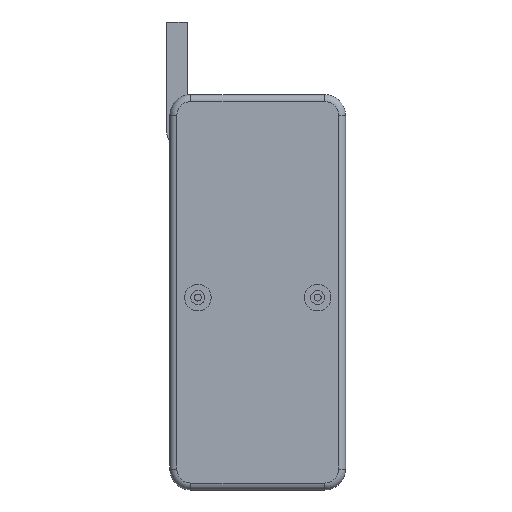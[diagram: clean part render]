
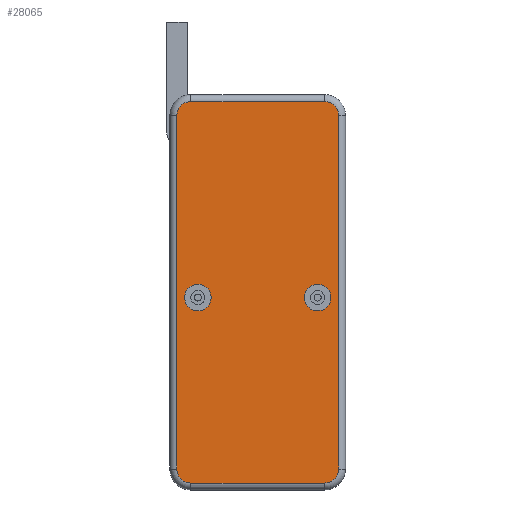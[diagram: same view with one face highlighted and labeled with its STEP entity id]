
A CAD part, front view. The second image highlights one B-rep face of the part: STEP entity #28065.
In plain terms, the highlighted planar face has unit normal (0, -1, 0).
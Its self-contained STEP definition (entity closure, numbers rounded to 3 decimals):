
#385=FACE_BOUND('',#4563,.T.);
#386=FACE_BOUND('',#4564,.T.);
#1463=PLANE('',#30254);
#2990=FACE_OUTER_BOUND('',#4562,.T.);
#4562=EDGE_LOOP('',(#25905,#25906,#25907,#25908,#25909,#25910,#25911,#25912));
#4563=EDGE_LOOP('',(#25913));
#4564=EDGE_LOOP('',(#25914));
#7791=LINE('',#46130,#11063);
#7793=LINE('',#46142,#11065);
#7795=LINE('',#46154,#11067);
#7796=LINE('',#46162,#11068);
#11063=VECTOR('',#37526,10.);
#11065=VECTOR('',#37540,10.);
#11067=VECTOR('',#37554,10.);
#11068=VECTOR('',#37565,10.);
#11778=CIRCLE('',#30216,1.9);
#11783=CIRCLE('',#30226,2.);
#11789=CIRCLE('',#30234,2.);
#11793=CIRCLE('',#30240,2.);
#11797=CIRCLE('',#30246,2.);
#11800=CIRCLE('',#30255,1.9);
#14294=VERTEX_POINT('',#46093);
#14302=VERTEX_POINT('',#46118);
#14303=VERTEX_POINT('',#46120);
#14305=VERTEX_POINT('',#46126);
#14307=VERTEX_POINT('',#46132);
#14309=VERTEX_POINT('',#46138);
#14311=VERTEX_POINT('',#46144);
#14313=VERTEX_POINT('',#46150);
#14315=VERTEX_POINT('',#46156);
#14322=VERTEX_POINT('',#46183);
#18177=EDGE_CURVE('',#14294,#14294,#11778,.T.);
#18190=EDGE_CURVE('',#14302,#14303,#11783,.T.);
#18195=EDGE_CURVE('',#14303,#14305,#7791,.T.);
#18198=EDGE_CURVE('',#14305,#14307,#11789,.T.);
#18201=EDGE_CURVE('',#14307,#14309,#7793,.T.);
#18204=EDGE_CURVE('',#14309,#14311,#11793,.T.);
#18207=EDGE_CURVE('',#14311,#14313,#7795,.T.);
#18210=EDGE_CURVE('',#14313,#14315,#11797,.T.);
#18211=EDGE_CURVE('',#14315,#14302,#7796,.T.);
#18222=EDGE_CURVE('',#14322,#14322,#11800,.T.);
#25905=ORIENTED_EDGE('',*,*,#18190,.F.);
#25906=ORIENTED_EDGE('',*,*,#18211,.F.);
#25907=ORIENTED_EDGE('',*,*,#18210,.F.);
#25908=ORIENTED_EDGE('',*,*,#18207,.F.);
#25909=ORIENTED_EDGE('',*,*,#18204,.F.);
#25910=ORIENTED_EDGE('',*,*,#18201,.F.);
#25911=ORIENTED_EDGE('',*,*,#18198,.F.);
#25912=ORIENTED_EDGE('',*,*,#18195,.F.);
#25913=ORIENTED_EDGE('',*,*,#18177,.T.);
#25914=ORIENTED_EDGE('',*,*,#18222,.T.);
#28065=ADVANCED_FACE('',(#2990,#385,#386),#1463,.T.);
#30216=AXIS2_PLACEMENT_3D('',#46094,#37487,#37488);
#30226=AXIS2_PLACEMENT_3D('',#46121,#37515,#37516);
#30234=AXIS2_PLACEMENT_3D('',#46136,#37533,#37534);
#30240=AXIS2_PLACEMENT_3D('',#46148,#37547,#37548);
#30246=AXIS2_PLACEMENT_3D('',#46160,#37561,#37562);
#30254=AXIS2_PLACEMENT_3D('',#46182,#37586,#37587);
#30255=AXIS2_PLACEMENT_3D('',#46184,#37588,#37589);
#37487=DIRECTION('center_axis',(0.,1.,0.));
#37488=DIRECTION('ref_axis',(1.,0.,0.));
#37515=DIRECTION('center_axis',(0.,1.,0.));
#37516=DIRECTION('ref_axis',(0.707,0.,0.707));
#37526=DIRECTION('',(0.,0.,-1.));
#37533=DIRECTION('center_axis',(0.,1.,0.));
#37534=DIRECTION('ref_axis',(0.707,0.,-0.707));
#37540=DIRECTION('',(-1.,0.,0.));
#37547=DIRECTION('center_axis',(0.,1.,0.));
#37548=DIRECTION('ref_axis',(-0.707,0.,-0.707));
#37554=DIRECTION('',(0.,0.,1.));
#37561=DIRECTION('center_axis',(0.,1.,0.));
#37562=DIRECTION('ref_axis',(-0.707,0.,0.707));
#37565=DIRECTION('',(1.,0.,0.));
#37586=DIRECTION('center_axis',(0.,-1.,0.));
#37587=DIRECTION('ref_axis',(0.,0.,-1.));
#37588=DIRECTION('center_axis',(0.,1.,0.));
#37589=DIRECTION('ref_axis',(1.,0.,0.));
#46093=CARTESIAN_POINT('',(-2.01,-22.,-10.));
#46094=CARTESIAN_POINT('Origin',(-0.11,-22.,-10.));
#46118=CARTESIAN_POINT('',(18.,-22.,18.));
#46120=CARTESIAN_POINT('',(20.,-22.,16.));
#46121=CARTESIAN_POINT('Origin',(18.,-22.,16.));
#46126=CARTESIAN_POINT('',(20.,-22.,-34.5));
#46130=CARTESIAN_POINT('',(20.,-22.,-19.5));
#46132=CARTESIAN_POINT('',(18.,-22.,-36.5));
#46136=CARTESIAN_POINT('Origin',(18.,-22.,-34.5));
#46138=CARTESIAN_POINT('',(-1.11,-22.,-36.5));
#46142=CARTESIAN_POINT('',(2.25,-22.,-36.5));
#46144=CARTESIAN_POINT('',(-3.11,-22.,-34.5));
#46148=CARTESIAN_POINT('Origin',(-1.11,-22.,-34.5));
#46150=CARTESIAN_POINT('',(-3.11,-22.,16.));
#46154=CARTESIAN_POINT('',(-3.11,-22.,5.5));
#46156=CARTESIAN_POINT('',(-1.11,-22.,18.));
#46160=CARTESIAN_POINT('Origin',(-1.11,-22.,16.));
#46162=CARTESIAN_POINT('',(14.75,-22.,18.));
#46182=CARTESIAN_POINT('Origin',(8.5,-22.,-7.));
#46183=CARTESIAN_POINT('',(15.1,-22.,-10.));
#46184=CARTESIAN_POINT('Origin',(17.,-22.,-10.));
